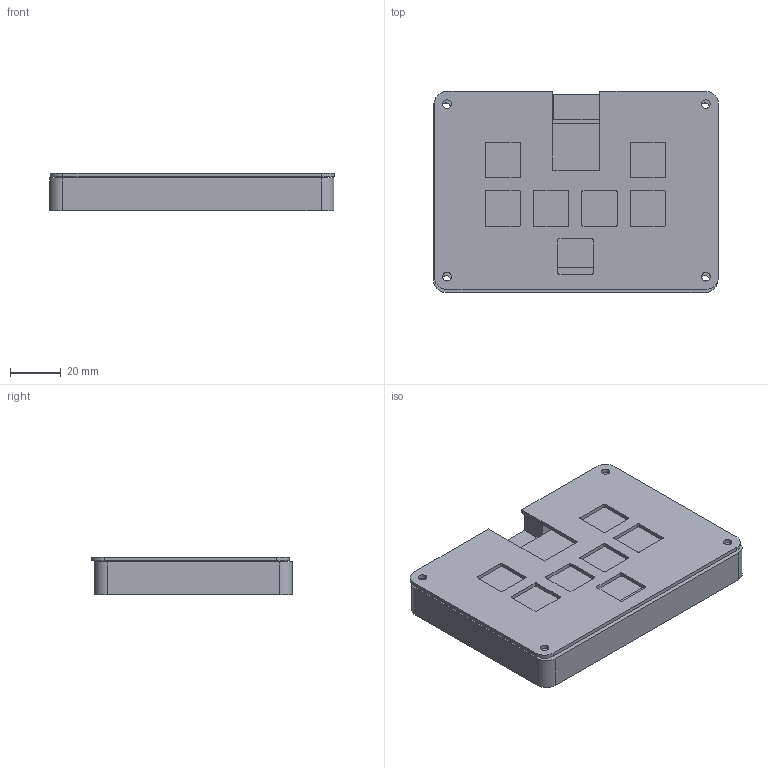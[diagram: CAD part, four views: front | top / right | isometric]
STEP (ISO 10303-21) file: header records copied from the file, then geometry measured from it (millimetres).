
FILE_DESCRIPTION(/* description */ ('','CAx-IF Rec.Pracs.---Representation and Presentation of Product Manufacturing Information (PMI)---4.0---2014-10-13'),/* implementation_level */ '2;1');
FILE_NAME(/* name */ 'Assembled_Case.step',/* time_stamp */ '2025-02-19T02:39:53-05:00',/* author */ (''),/* organization */ (''),/* preprocessor_version */ 'ST-DEVELOPER v20',/* originating_system */ 'Autodesk Translation Framework v13.20.0.188',/* authorisation */ '');
FILE_SCHEMA (('AP242_MANAGED_MODEL_BASED_3D_ENGINEERING_MIM_LF { 1 0 10303 442 1 1 4 }'));
Length unit declared in the file: millimetre
Products named in the file (3): (Unsaved); BackPlate; ChessPad
Assembly tree (2 placements, depth 3):
  (Unsaved)
    BackPlate
      ChessPad
Bounding box: 112.3 x 79.22 x 14.91 mm (x, y, z)
Volume: 73118.1 mm3; surface area: 51160.1 mm2
Topology: 3 solids, 3 shells, 325 faces, 909 edges, 606 vertices
Faces by surface type: bspline 169, plane 108, cylinder 48
Full cylindrical faces by diameter (mm): 3.4 x8, 6 x4
Entity records: 12149 total; most frequent: CARTESIAN_POINT 4718, ORIENTED_EDGE 1818, DIRECTION 989, EDGE_CURVE 909, VERTEX_POINT 606, LINE 475, VECTOR 475, EDGE_LOOP 371
